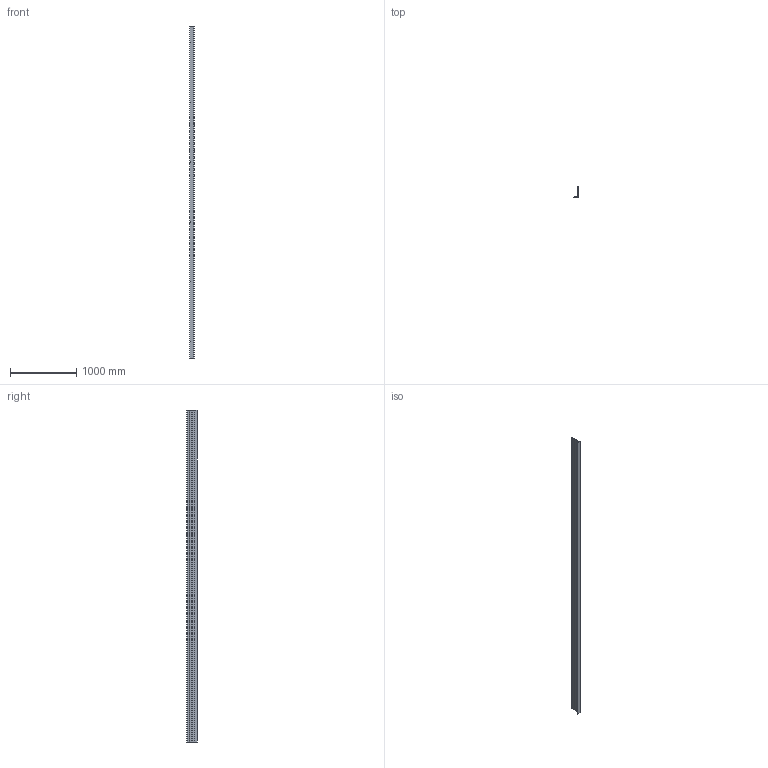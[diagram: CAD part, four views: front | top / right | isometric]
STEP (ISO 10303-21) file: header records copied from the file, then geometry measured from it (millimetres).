
FILE_DESCRIPTION (( 'STEP AP214' ), '1' );
FILE_NAME ('AL_0048-5000-S-E.STEP', '2023-12-08T10:48:20', ( '' ), ( '' ), 'SwSTEP 2.0', 'SolidWorks 2019', '' );
FILE_SCHEMA (( 'AUTOMOTIVE_DESIGN' ));
Length unit declared in the file: millimetre
Products named in the file (1): AL_0048-5000-S-E
Bounding box: 61.5 x 163 x 5000 mm (x, y, z)
Volume: 2300281 mm3; surface area: 2356138.6 mm2
Topology: 1 solids, 1 shells, 115 faces, 357 edges, 238 vertices
Faces by surface type: cylinder 59, plane 56
Entity records: 4452 total; most frequent: CARTESIAN_POINT 1216, ORIENTED_EDGE 714, DIRECTION 647, EDGE_CURVE 357, VERTEX_POINT 238, AXIS2_PLACEMENT_3D 222, LINE 203, VECTOR 203
